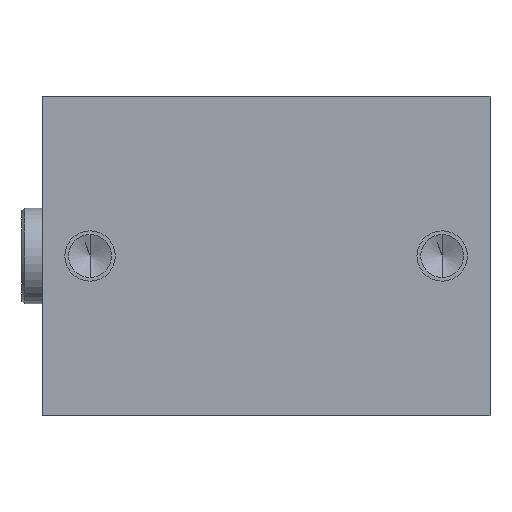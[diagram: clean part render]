
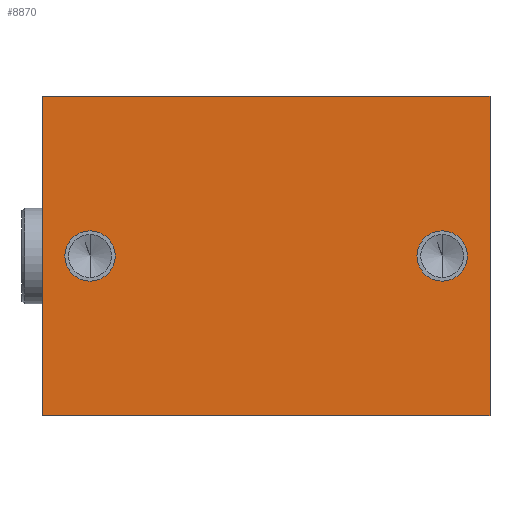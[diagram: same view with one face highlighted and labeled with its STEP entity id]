
A CAD part, front view. The second image highlights one B-rep face of the part: STEP entity #8870.
In plain terms, the highlighted planar face has unit normal (0, -1, 0).
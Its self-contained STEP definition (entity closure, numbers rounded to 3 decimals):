
#240 = LINE ( 'NONE', #11361, #20274 ) ;
#529 = DIRECTION ( 'NONE',  ( 1., 0., 0. ) ) ;
#678 = CARTESIAN_POINT ( 'NONE',  ( -44.45, -63.5, 31.75 ) ) ;
#690 = CIRCLE ( 'NONE', #2739, 5. ) ;
#782 = AXIS2_PLACEMENT_3D ( 'NONE', #6413, #7860, #939 ) ;
#939 = DIRECTION ( 'NONE',  ( 0., 0., 1. ) ) ;
#1037 = VERTEX_POINT ( 'NONE', #678 ) ;
#1134 = CARTESIAN_POINT ( 'NONE',  ( 44.45, -63.5, 31.75 ) ) ;
#1891 = ORIENTED_EDGE ( 'NONE', *, *, #4279, .F. ) ;
#1960 = DIRECTION ( 'NONE',  ( 0., 0., -1. ) ) ;
#2060 = AXIS2_PLACEMENT_3D ( 'NONE', #18295, #20188, #13225 ) ;
#2097 = CARTESIAN_POINT ( 'NONE',  ( -44.45, -63.5, 31.75 ) ) ;
#2739 = AXIS2_PLACEMENT_3D ( 'NONE', #6788, #8459, #11977 ) ;
#3277 = FACE_BOUND ( 'NONE', #16700, .T. ) ;
#3605 = EDGE_LOOP ( 'NONE', ( #10110, #18285, #8903, #8514 ) ) ;
#4260 = EDGE_LOOP ( 'NONE', ( #11583, #1891 ) ) ;
#4279 = EDGE_CURVE ( 'NONE', #6831, #16199, #21313, .T. ) ;
#4414 = ORIENTED_EDGE ( 'NONE', *, *, #6194, .F. ) ;
#4509 = LINE ( 'NONE', #17518, #20402 ) ;
#4829 = CARTESIAN_POINT ( 'NONE',  ( 34.95, -63.5, 5. ) ) ;
#5366 = DIRECTION ( 'NONE',  ( 0., 0., -1. ) ) ;
#5994 = DIRECTION ( 'NONE',  ( 1., 0., 0. ) ) ;
#6194 = EDGE_CURVE ( 'NONE', #11319, #6698, #10523, .T. ) ;
#6413 = CARTESIAN_POINT ( 'NONE',  ( -44.45, -63.5, 31.75 ) ) ;
#6486 = DIRECTION ( 'NONE',  ( 0., 0., -1. ) ) ;
#6698 = VERTEX_POINT ( 'NONE', #11515 ) ;
#6788 = CARTESIAN_POINT ( 'NONE',  ( 34.95, -63.5, 0. ) ) ;
#6831 = VERTEX_POINT ( 'NONE', #4829 ) ;
#7617 = CARTESIAN_POINT ( 'NONE',  ( -44.45, -63.5, 31.75 ) ) ;
#7668 = VERTEX_POINT ( 'NONE', #14497 ) ;
#7845 = CARTESIAN_POINT ( 'NONE',  ( 44.45, -63.5, -31.75 ) ) ;
#7860 = DIRECTION ( 'NONE',  ( 0., 1., 0. ) ) ;
#7947 = CARTESIAN_POINT ( 'NONE',  ( 34.95, -63.5, -5. ) ) ;
#8459 = DIRECTION ( 'NONE',  ( 0., -1., 0. ) ) ;
#8514 = ORIENTED_EDGE ( 'NONE', *, *, #17800, .T. ) ;
#8536 = VERTEX_POINT ( 'NONE', #7845 ) ;
#8604 = LINE ( 'NONE', #7617, #12152 ) ;
#8870 = ADVANCED_FACE ( 'NONE', ( #3277, #16691, #22184 ), #11452, .F. ) ;
#8903 = ORIENTED_EDGE ( 'NONE', *, *, #22158, .F. ) ;
#9008 = EDGE_CURVE ( 'NONE', #7668, #8536, #240, .T. ) ;
#9851 = VECTOR ( 'NONE', #1960, 1000. ) ;
#10110 = ORIENTED_EDGE ( 'NONE', *, *, #9008, .T. ) ;
#10523 = CIRCLE ( 'NONE', #12531, 5. ) ;
#10751 = VERTEX_POINT ( 'NONE', #1134 ) ;
#11224 = EDGE_CURVE ( 'NONE', #16199, #6831, #690, .T. ) ;
#11319 = VERTEX_POINT ( 'NONE', #19844 ) ;
#11361 = CARTESIAN_POINT ( 'NONE',  ( -44.45, -63.5, -31.75 ) ) ;
#11397 = CARTESIAN_POINT ( 'NONE',  ( -34.95, -63.5, 0. ) ) ;
#11452 = PLANE ( 'NONE',  #782 ) ;
#11515 = CARTESIAN_POINT ( 'NONE',  ( -34.95, -63.5, -5. ) ) ;
#11583 = ORIENTED_EDGE ( 'NONE', *, *, #11224, .F. ) ;
#11977 = DIRECTION ( 'NONE',  ( 0., 0., -1. ) ) ;
#12152 = VECTOR ( 'NONE', #529, 1000. ) ;
#12531 = AXIS2_PLACEMENT_3D ( 'NONE', #20715, #16933, #6486 ) ;
#12931 = DIRECTION ( 'NONE',  ( 0., -1., 0. ) ) ;
#13225 = DIRECTION ( 'NONE',  ( 0., 0., -1. ) ) ;
#13880 = EDGE_CURVE ( 'NONE', #10751, #8536, #4509, .T. ) ;
#14253 = AXIS2_PLACEMENT_3D ( 'NONE', #11397, #12931, #16639 ) ;
#14497 = CARTESIAN_POINT ( 'NONE',  ( -44.45, -63.5, -31.75 ) ) ;
#16155 = EDGE_CURVE ( 'NONE', #6698, #11319, #20827, .T. ) ;
#16199 = VERTEX_POINT ( 'NONE', #7947 ) ;
#16639 = DIRECTION ( 'NONE',  ( 0., 0., -1. ) ) ;
#16691 = FACE_BOUND ( 'NONE', #4260, .T. ) ;
#16700 = EDGE_LOOP ( 'NONE', ( #20491, #4414 ) ) ;
#16933 = DIRECTION ( 'NONE',  ( 0., -1., 0. ) ) ;
#17518 = CARTESIAN_POINT ( 'NONE',  ( 44.45, -63.5, 31.75 ) ) ;
#17800 = EDGE_CURVE ( 'NONE', #1037, #7668, #18303, .T. ) ;
#18285 = ORIENTED_EDGE ( 'NONE', *, *, #13880, .F. ) ;
#18295 = CARTESIAN_POINT ( 'NONE',  ( 34.95, -63.5, 0. ) ) ;
#18303 = LINE ( 'NONE', #2097, #9851 ) ;
#19844 = CARTESIAN_POINT ( 'NONE',  ( -34.95, -63.5, 5. ) ) ;
#20188 = DIRECTION ( 'NONE',  ( 0., -1., 0. ) ) ;
#20274 = VECTOR ( 'NONE', #5994, 1000. ) ;
#20402 = VECTOR ( 'NONE', #5366, 1000. ) ;
#20491 = ORIENTED_EDGE ( 'NONE', *, *, #16155, .F. ) ;
#20715 = CARTESIAN_POINT ( 'NONE',  ( -34.95, -63.5, 0. ) ) ;
#20827 = CIRCLE ( 'NONE', #14253, 5. ) ;
#21313 = CIRCLE ( 'NONE', #2060, 5. ) ;
#22158 = EDGE_CURVE ( 'NONE', #1037, #10751, #8604, .T. ) ;
#22184 = FACE_OUTER_BOUND ( 'NONE', #3605, .T. ) ;
